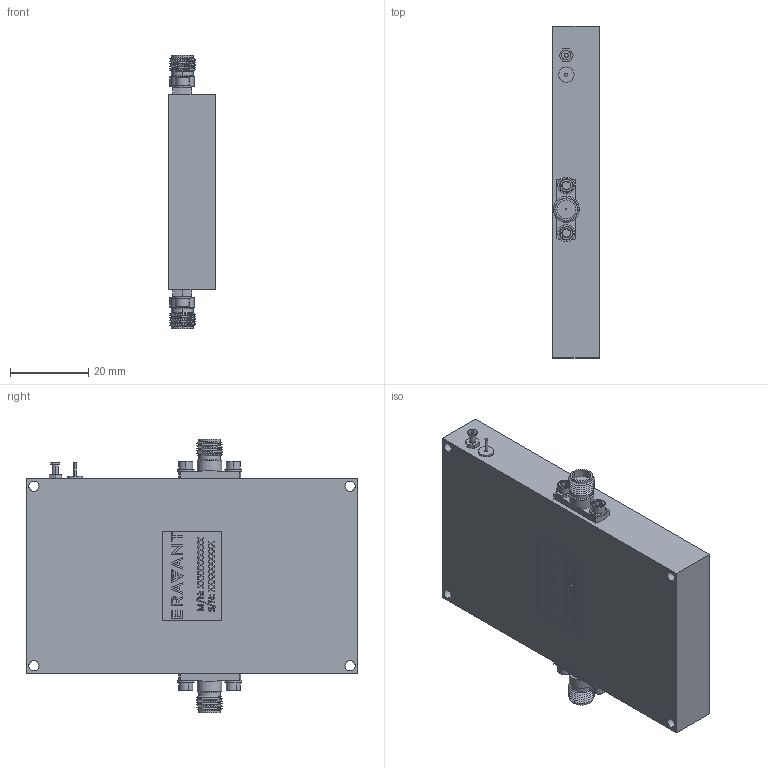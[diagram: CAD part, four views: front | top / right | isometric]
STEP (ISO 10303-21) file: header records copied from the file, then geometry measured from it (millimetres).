
FILE_DESCRIPTION (( 'STEP AP203' ), '1' );
FILE_NAME ('SBP-2733134036-KFKF-E3.STEP', '2021-04-29T00:26:06', ( '' ), ( '' ), 'SwSTEP 2.0', 'SolidWorks 2021', '' );
FILE_SCHEMA (( 'CONFIG_CONTROL_DESIGN' ));
Length unit declared in the file: inch
Products named in the file (1): SBP-2733134036-KFKF-E3
Bounding box: 12.02 x 85 x 70.07 mm (x, y, z)
Volume: 51485.9 mm3; surface area: 14563.6 mm2
Topology: 14 solids, 14 shells, 980 faces, 2580 edges, 1684 vertices
Faces by surface type: plane 422, bspline 244, cylinder 232, cone 78, torus 4
Entity records: 42914 total; most frequent: CARTESIAN_POINT 21034, ORIENTED_EDGE 5144, DIRECTION 3503, EDGE_CURVE 2572, VERTEX_POINT 1684, VECTOR 1471, LINE 1471, EDGE_LOOP 1066
